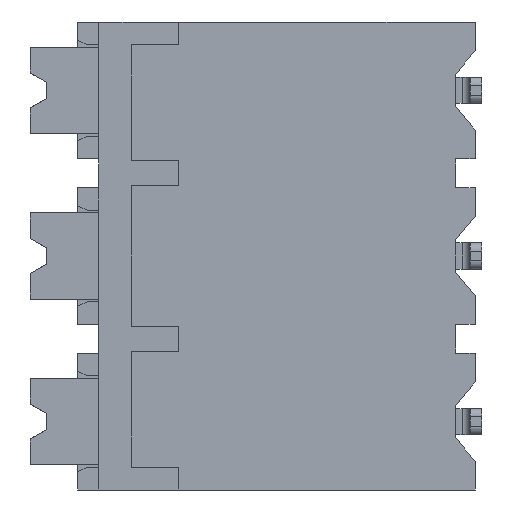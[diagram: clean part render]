
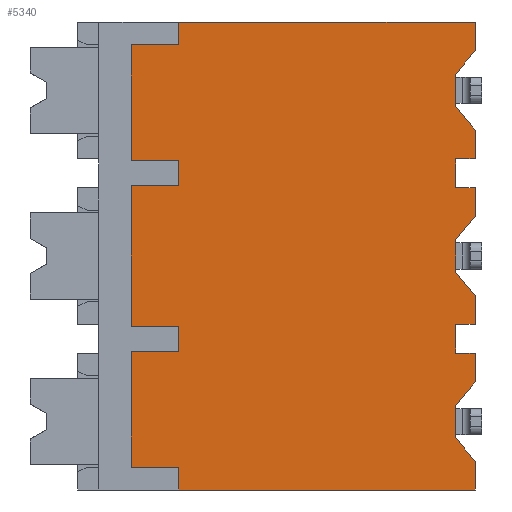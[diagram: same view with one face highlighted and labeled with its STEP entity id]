
A CAD part, left-side view. The second image highlights one B-rep face of the part: STEP entity #5340.
In plain terms, the highlighted planar face has unit normal (-1, 0, 0).
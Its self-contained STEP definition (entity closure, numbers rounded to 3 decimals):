
#50=DIRECTION('',(0.,-1.,0.));
#51=VECTOR('',#50,9.1);
#52=CARTESIAN_POINT('',(0.,9.1,-12.26));
#53=LINE('',#52,#51);
#578=DIRECTION('',(0.,0.,1.));
#579=VECTOR('',#578,0.885);
#580=CARTESIAN_POINT('',(0.,0.,1.215));
#581=LINE('',#580,#579);
#594=DIRECTION('',(0.,0.,1.));
#595=VECTOR('',#594,0.885);
#596=CARTESIAN_POINT('',(0.,0.,-12.26));
#597=LINE('',#596,#595);
#602=DIRECTION('',(0.,0.,1.));
#603=VECTOR('',#602,0.885);
#604=CARTESIAN_POINT('',(0.,0.,-2.1));
#605=LINE('',#604,#603);
#626=DIRECTION('',(0.,0.,1.));
#627=VECTOR('',#626,0.885);
#628=CARTESIAN_POINT('',(0.,0.,-3.865));
#629=LINE('',#628,#627);
#634=DIRECTION('',(0.,0.,1.));
#635=VECTOR('',#634,0.885);
#636=CARTESIAN_POINT('',(0.,0.,-7.18));
#637=LINE('',#636,#635);
#658=DIRECTION('',(0.,0.,1.));
#659=VECTOR('',#658,0.885);
#660=CARTESIAN_POINT('',(0.,0.,-8.945));
#661=LINE('',#660,#659);
#666=DIRECTION('',(0.,1.,0.));
#667=VECTOR('',#666,0.6);
#668=CARTESIAN_POINT('',(0.,0.,-7.18));
#669=LINE('',#668,#667);
#670=DIRECTION('',(0.,0.,1.));
#671=VECTOR('',#670,0.88);
#672=CARTESIAN_POINT('',(0.,0.6,-8.06));
#673=LINE('',#672,#671);
#674=DIRECTION('',(0.,1.,0.));
#675=VECTOR('',#674,0.6);
#676=CARTESIAN_POINT('',(0.,0.,-8.06));
#677=LINE('',#676,#675);
#678=DIRECTION('',(0.,-0.643,0.766));
#679=VECTOR('',#678,0.933);
#680=CARTESIAN_POINT('',(0.,0.6,-9.66));
#681=LINE('',#680,#679);
#682=DIRECTION('',(0.,0.,1.));
#683=VECTOR('',#682,1.);
#684=CARTESIAN_POINT('',(0.,0.6,-10.66));
#685=LINE('',#684,#683);
#686=DIRECTION('',(0.,0.643,0.766));
#687=VECTOR('',#686,0.933);
#688=CARTESIAN_POINT('',(0.,0.,-11.375));
#689=LINE('',#688,#687);
#690=DIRECTION('',(0.,0.,1.));
#691=VECTOR('',#690,0.7);
#692=CARTESIAN_POINT('',(0.,9.1,-12.26));
#693=LINE('',#692,#691);
#694=DIRECTION('',(0.,-1.,0.));
#695=VECTOR('',#694,1.45);
#696=CARTESIAN_POINT('',(0.,10.55,-11.56));
#697=LINE('',#696,#695);
#698=DIRECTION('',(0.,0.,1.));
#699=VECTOR('',#698,3.55);
#700=CARTESIAN_POINT('',(0.,10.55,-11.56));
#701=LINE('',#700,#699);
#702=DIRECTION('',(0.,1.,0.));
#703=VECTOR('',#702,1.45);
#704=CARTESIAN_POINT('',(0.,9.1,-8.01));
#705=LINE('',#704,#703);
#706=DIRECTION('',(0.,0.,1.));
#707=VECTOR('',#706,0.78);
#708=CARTESIAN_POINT('',(0.,9.1,-8.01));
#709=LINE('',#708,#707);
#710=DIRECTION('',(0.,-1.,0.));
#711=VECTOR('',#710,1.45);
#712=CARTESIAN_POINT('',(0.,10.55,-7.23));
#713=LINE('',#712,#711);
#714=DIRECTION('',(0.,0.,1.));
#715=VECTOR('',#714,4.3);
#716=CARTESIAN_POINT('',(0.,10.55,-7.23));
#717=LINE('',#716,#715);
#718=DIRECTION('',(0.,1.,0.));
#719=VECTOR('',#718,1.45);
#720=CARTESIAN_POINT('',(0.,9.1,-2.93));
#721=LINE('',#720,#719);
#722=DIRECTION('',(0.,0.,1.));
#723=VECTOR('',#722,0.78);
#724=CARTESIAN_POINT('',(0.,9.1,-2.93));
#725=LINE('',#724,#723);
#726=DIRECTION('',(0.,-1.,0.));
#727=VECTOR('',#726,1.45);
#728=CARTESIAN_POINT('',(0.,10.55,-2.15));
#729=LINE('',#728,#727);
#730=DIRECTION('',(0.,0.,1.));
#731=VECTOR('',#730,3.55);
#732=CARTESIAN_POINT('',(0.,10.55,-2.15));
#733=LINE('',#732,#731);
#734=DIRECTION('',(0.,1.,0.));
#735=VECTOR('',#734,1.45);
#736=CARTESIAN_POINT('',(0.,9.1,1.4));
#737=LINE('',#736,#735);
#738=DIRECTION('',(0.,0.,1.));
#739=VECTOR('',#738,0.7);
#740=CARTESIAN_POINT('',(0.,9.1,1.4));
#741=LINE('',#740,#739);
#742=DIRECTION('',(0.,-0.643,0.766));
#743=VECTOR('',#742,0.933);
#744=CARTESIAN_POINT('',(0.,0.6,0.5));
#745=LINE('',#744,#743);
#746=DIRECTION('',(0.,0.,1.));
#747=VECTOR('',#746,1.);
#748=CARTESIAN_POINT('',(0.,0.6,-0.5));
#749=LINE('',#748,#747);
#750=DIRECTION('',(0.,0.643,0.766));
#751=VECTOR('',#750,0.933);
#752=CARTESIAN_POINT('',(0.,0.,-1.215));
#753=LINE('',#752,#751);
#754=DIRECTION('',(0.,1.,0.));
#755=VECTOR('',#754,0.6);
#756=CARTESIAN_POINT('',(0.,0.,-2.1));
#757=LINE('',#756,#755);
#758=DIRECTION('',(0.,0.,1.));
#759=VECTOR('',#758,0.88);
#760=CARTESIAN_POINT('',(0.,0.6,-2.98));
#761=LINE('',#760,#759);
#762=DIRECTION('',(0.,1.,0.));
#763=VECTOR('',#762,0.6);
#764=CARTESIAN_POINT('',(0.,0.,-2.98));
#765=LINE('',#764,#763);
#766=DIRECTION('',(0.,-0.643,0.766));
#767=VECTOR('',#766,0.933);
#768=CARTESIAN_POINT('',(0.,0.6,-4.58));
#769=LINE('',#768,#767);
#770=DIRECTION('',(0.,0.,1.));
#771=VECTOR('',#770,1.);
#772=CARTESIAN_POINT('',(0.,0.6,-5.58));
#773=LINE('',#772,#771);
#774=DIRECTION('',(0.,0.643,0.766));
#775=VECTOR('',#774,0.933);
#776=CARTESIAN_POINT('',(0.,0.,-6.295));
#777=LINE('',#776,#775);
#1988=DIRECTION('',(0.,-1.,0.));
#1989=VECTOR('',#1988,9.1);
#1990=CARTESIAN_POINT('',(0.,9.1,2.1));
#1991=LINE('',#1990,#1989);
#3459=CARTESIAN_POINT('',(0.,9.1,-12.26));
#3460=VERTEX_POINT('',#3459);
#3461=CARTESIAN_POINT('',(0.,0.,-12.26));
#3462=VERTEX_POINT('',#3461);
#3487=CARTESIAN_POINT('',(0.,9.1,2.1));
#3488=VERTEX_POINT('',#3487);
#3489=CARTESIAN_POINT('',(0.,0.,2.1));
#3490=VERTEX_POINT('',#3489);
#3909=CARTESIAN_POINT('',(0.,9.1,1.4));
#3910=VERTEX_POINT('',#3909);
#3911=CARTESIAN_POINT('',(0.,10.55,1.4));
#3912=VERTEX_POINT('',#3911);
#3917=CARTESIAN_POINT('',(0.,9.1,-11.56));
#3918=VERTEX_POINT('',#3917);
#3919=CARTESIAN_POINT('',(0.,10.55,-11.56));
#3920=VERTEX_POINT('',#3919);
#4041=CARTESIAN_POINT('',(0.,0.,-1.215));
#4042=CARTESIAN_POINT('',(0.,0.6,-0.5));
#4043=VERTEX_POINT('',#4041);
#4044=VERTEX_POINT('',#4042);
#4045=CARTESIAN_POINT('',(0.,0.6,0.5));
#4046=VERTEX_POINT('',#4045);
#4047=CARTESIAN_POINT('',(0.,0.,1.215));
#4048=VERTEX_POINT('',#4047);
#4057=CARTESIAN_POINT('',(0.,0.,-6.295));
#4058=CARTESIAN_POINT('',(0.,0.6,-5.58));
#4059=VERTEX_POINT('',#4057);
#4060=VERTEX_POINT('',#4058);
#4061=CARTESIAN_POINT('',(0.,0.6,-4.58));
#4062=VERTEX_POINT('',#4061);
#4063=CARTESIAN_POINT('',(0.,0.,-3.865));
#4064=VERTEX_POINT('',#4063);
#4073=CARTESIAN_POINT('',(0.,0.,-11.375));
#4074=CARTESIAN_POINT('',(0.,0.6,-10.66));
#4075=VERTEX_POINT('',#4073);
#4076=VERTEX_POINT('',#4074);
#4077=CARTESIAN_POINT('',(0.,0.6,-9.66));
#4078=VERTEX_POINT('',#4077);
#4079=CARTESIAN_POINT('',(0.,0.,-8.945));
#4080=VERTEX_POINT('',#4079);
#4097=CARTESIAN_POINT('',(0.,9.1,-2.15));
#4098=VERTEX_POINT('',#4097);
#4099=CARTESIAN_POINT('',(0.,9.1,-2.93));
#4100=VERTEX_POINT('',#4099);
#4101=CARTESIAN_POINT('',(0.,10.55,-2.15));
#4102=VERTEX_POINT('',#4101);
#4103=CARTESIAN_POINT('',(0.,10.55,-2.93));
#4104=VERTEX_POINT('',#4103);
#4113=CARTESIAN_POINT('',(0.,9.1,-7.23));
#4114=VERTEX_POINT('',#4113);
#4115=CARTESIAN_POINT('',(0.,9.1,-8.01));
#4116=VERTEX_POINT('',#4115);
#4117=CARTESIAN_POINT('',(0.,10.55,-7.23));
#4118=VERTEX_POINT('',#4117);
#4119=CARTESIAN_POINT('',(0.,10.55,-8.01));
#4120=VERTEX_POINT('',#4119);
#4177=CARTESIAN_POINT('',(0.,0.,-2.1));
#4178=CARTESIAN_POINT('',(0.,0.6,-2.1));
#4179=VERTEX_POINT('',#4177);
#4180=VERTEX_POINT('',#4178);
#4181=CARTESIAN_POINT('',(0.,0.,-2.98));
#4182=CARTESIAN_POINT('',(0.,0.6,-2.98));
#4183=VERTEX_POINT('',#4181);
#4184=VERTEX_POINT('',#4182);
#4193=CARTESIAN_POINT('',(0.,0.,-7.18));
#4194=CARTESIAN_POINT('',(0.,0.6,-7.18));
#4195=VERTEX_POINT('',#4193);
#4196=VERTEX_POINT('',#4194);
#4197=CARTESIAN_POINT('',(0.,0.,-8.06));
#4198=CARTESIAN_POINT('',(0.,0.6,-8.06));
#4199=VERTEX_POINT('',#4197);
#4200=VERTEX_POINT('',#4198);
#5269=CARTESIAN_POINT('',(0.,9.1,-12.26));
#5270=DIRECTION('',(-1.,0.,0.));
#5271=DIRECTION('',(0.,-1.,0.));
#5272=AXIS2_PLACEMENT_3D('',#5269,#5270,#5271);
#5273=PLANE('',#5272);
#5275=ORIENTED_EDGE('',*,*,#5274,.T.);
#5277=ORIENTED_EDGE('',*,*,#5276,.F.);
#5279=ORIENTED_EDGE('',*,*,#5278,.F.);
#5280=ORIENTED_EDGE('',*,*,#5250,.F.);
#5282=ORIENTED_EDGE('',*,*,#5281,.F.);
#5284=ORIENTED_EDGE('',*,*,#5283,.F.);
#5286=ORIENTED_EDGE('',*,*,#5285,.F.);
#5287=ORIENTED_EDGE('',*,*,#5178,.F.);
#5288=ORIENTED_EDGE('',*,*,#4536,.F.);
#5290=ORIENTED_EDGE('',*,*,#5289,.T.);
#5292=ORIENTED_EDGE('',*,*,#5291,.F.);
#5294=ORIENTED_EDGE('',*,*,#5293,.T.);
#5296=ORIENTED_EDGE('',*,*,#5295,.F.);
#5298=ORIENTED_EDGE('',*,*,#5297,.T.);
#5300=ORIENTED_EDGE('',*,*,#5299,.F.);
#5302=ORIENTED_EDGE('',*,*,#5301,.T.);
#5304=ORIENTED_EDGE('',*,*,#5303,.F.);
#5306=ORIENTED_EDGE('',*,*,#5305,.T.);
#5308=ORIENTED_EDGE('',*,*,#5307,.F.);
#5310=ORIENTED_EDGE('',*,*,#5309,.T.);
#5312=ORIENTED_EDGE('',*,*,#5311,.F.);
#5314=ORIENTED_EDGE('',*,*,#5313,.T.);
#5316=ORIENTED_EDGE('',*,*,#5315,.T.);
#5317=ORIENTED_EDGE('',*,*,#5156,.F.);
#5318=ORIENTED_EDGE('',*,*,#5260,.F.);
#5320=ORIENTED_EDGE('',*,*,#5319,.F.);
#5322=ORIENTED_EDGE('',*,*,#5321,.F.);
#5323=ORIENTED_EDGE('',*,*,#5190,.F.);
#5325=ORIENTED_EDGE('',*,*,#5324,.T.);
#5327=ORIENTED_EDGE('',*,*,#5326,.F.);
#5329=ORIENTED_EDGE('',*,*,#5328,.F.);
#5330=ORIENTED_EDGE('',*,*,#5214,.F.);
#5332=ORIENTED_EDGE('',*,*,#5331,.F.);
#5334=ORIENTED_EDGE('',*,*,#5333,.F.);
#5336=ORIENTED_EDGE('',*,*,#5335,.F.);
#5337=ORIENTED_EDGE('',*,*,#5226,.F.);
#5338=EDGE_LOOP('',(#5275,#5277,#5279,#5280,#5282,#5284,#5286,#5287,#5288,#5290,
#5292,#5294,#5296,#5298,#5300,#5302,#5304,#5306,#5308,#5310,#5312,#5314,#5316,
#5317,#5318,#5320,#5322,#5323,#5325,#5327,#5329,#5330,#5332,#5334,#5336,#5337));
#5339=FACE_OUTER_BOUND('',#5338,.F.);
#4536=EDGE_CURVE('',#3460,#3462,#53,.T.);
#5156=EDGE_CURVE('',#4048,#3490,#581,.T.);
#5178=EDGE_CURVE('',#3462,#4075,#597,.T.);
#5190=EDGE_CURVE('',#4179,#4043,#605,.T.);
#5214=EDGE_CURVE('',#4064,#4183,#629,.T.);
#5226=EDGE_CURVE('',#4195,#4059,#637,.T.);
#5250=EDGE_CURVE('',#4080,#4199,#661,.T.);
#5260=EDGE_CURVE('',#4046,#4048,#745,.T.);
#5274=EDGE_CURVE('',#4195,#4196,#669,.T.);
#5276=EDGE_CURVE('',#4200,#4196,#673,.T.);
#5278=EDGE_CURVE('',#4199,#4200,#677,.T.);
#5281=EDGE_CURVE('',#4078,#4080,#681,.T.);
#5283=EDGE_CURVE('',#4076,#4078,#685,.T.);
#5285=EDGE_CURVE('',#4075,#4076,#689,.T.);
#5289=EDGE_CURVE('',#3460,#3918,#693,.T.);
#5291=EDGE_CURVE('',#3920,#3918,#697,.T.);
#5293=EDGE_CURVE('',#3920,#4120,#701,.T.);
#5295=EDGE_CURVE('',#4116,#4120,#705,.T.);
#5297=EDGE_CURVE('',#4116,#4114,#709,.T.);
#5299=EDGE_CURVE('',#4118,#4114,#713,.T.);
#5301=EDGE_CURVE('',#4118,#4104,#717,.T.);
#5303=EDGE_CURVE('',#4100,#4104,#721,.T.);
#5305=EDGE_CURVE('',#4100,#4098,#725,.T.);
#5307=EDGE_CURVE('',#4102,#4098,#729,.T.);
#5309=EDGE_CURVE('',#4102,#3912,#733,.T.);
#5311=EDGE_CURVE('',#3910,#3912,#737,.T.);
#5313=EDGE_CURVE('',#3910,#3488,#741,.T.);
#5315=EDGE_CURVE('',#3488,#3490,#1991,.T.);
#5319=EDGE_CURVE('',#4044,#4046,#749,.T.);
#5321=EDGE_CURVE('',#4043,#4044,#753,.T.);
#5324=EDGE_CURVE('',#4179,#4180,#757,.T.);
#5326=EDGE_CURVE('',#4184,#4180,#761,.T.);
#5328=EDGE_CURVE('',#4183,#4184,#765,.T.);
#5331=EDGE_CURVE('',#4062,#4064,#769,.T.);
#5333=EDGE_CURVE('',#4060,#4062,#773,.T.);
#5335=EDGE_CURVE('',#4059,#4060,#777,.T.);
#5340=ADVANCED_FACE('',(#5339),#5273,.T.);
